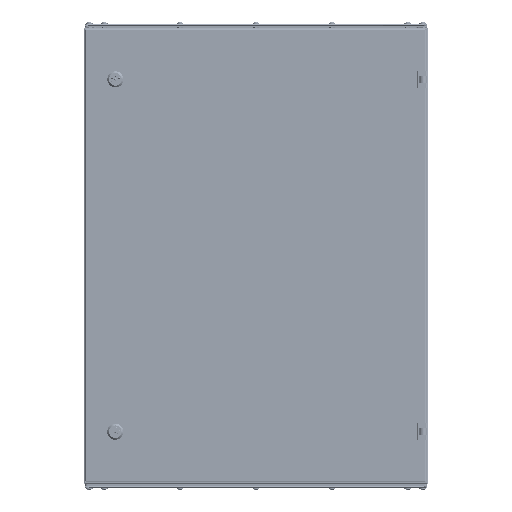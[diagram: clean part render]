
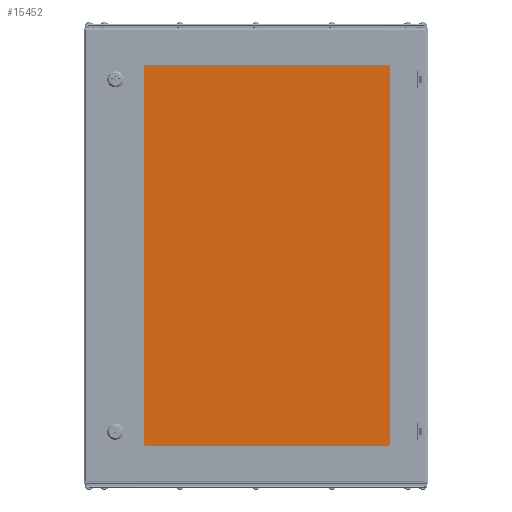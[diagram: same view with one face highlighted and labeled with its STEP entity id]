
A CAD part, top view. The second image highlights one B-rep face of the part: STEP entity #15452.
In plain terms, the highlighted planar face has unit normal (0, 0, 1).
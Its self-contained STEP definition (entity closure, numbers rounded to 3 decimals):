
#2713 = AXIS2_PLACEMENT_3D ( 'NONE', #68698, #61155, #7792 ) ;
#4186 = CARTESIAN_POINT ( 'NONE',  ( 227.75, -335.5, 4. ) ) ;
#4421 = ORIENTED_EDGE ( 'NONE', *, *, #73748, .T. ) ;
#4429 = AXIS2_PLACEMENT_3D ( 'NONE', #82682, #54264, #81824 ) ;
#6228 = EDGE_CURVE ( 'NONE', #61382, #58479, #31366, .T. ) ;
#7792 = DIRECTION ( 'NONE',  ( -1., 0., 0. ) ) ;
#11019 = CARTESIAN_POINT ( 'NONE',  ( 217.75, 345.5, 4. ) ) ;
#11723 = CARTESIAN_POINT ( 'NONE',  ( 0., 0., 4. ) ) ;
#14427 = VECTOR ( 'NONE', #85859, 1000. ) ;
#15150 = DIRECTION ( 'NONE',  ( 0., 1., 0. ) ) ;
#15452 = ADVANCED_FACE ( 'NONE', ( #77227 ), #39233, .F. ) ;
#17317 = VECTOR ( 'NONE', #15150, 1000. ) ;
#17852 = LINE ( 'NONE', #38236, #14427 ) ;
#20204 = VERTEX_POINT ( 'NONE', #4186 ) ;
#20504 = ORIENTED_EDGE ( 'NONE', *, *, #28074, .T. ) ;
#21046 = CARTESIAN_POINT ( 'NONE',  ( 227.75, 335.5, 4. ) ) ;
#21132 = AXIS2_PLACEMENT_3D ( 'NONE', #34253, #48921, #82708 ) ;
#21427 = CARTESIAN_POINT ( 'NONE',  ( -227.75, 345.5, 4. ) ) ;
#25044 = ORIENTED_EDGE ( 'NONE', *, *, #32841, .T. ) ;
#25120 = AXIS2_PLACEMENT_3D ( 'NONE', #64361, #36768, #38061 ) ;
#25432 = VERTEX_POINT ( 'NONE', #38625 ) ;
#28074 = EDGE_CURVE ( 'NONE', #28414, #20204, #79109, .T. ) ;
#28414 = VERTEX_POINT ( 'NONE', #43820 ) ;
#29663 = VERTEX_POINT ( 'NONE', #79762 ) ;
#31366 = CIRCLE ( 'NONE', #4429, 10. ) ;
#31745 = LINE ( 'NONE', #58876, #47208 ) ;
#32841 = EDGE_CURVE ( 'NONE', #63634, #50854, #36756, .T. ) ;
#33670 = AXIS2_PLACEMENT_3D ( 'NONE', #11723, #52171, #84339 ) ;
#34253 = CARTESIAN_POINT ( 'NONE',  ( 217.75, 335.5, 4. ) ) ;
#35496 = EDGE_CURVE ( 'NONE', #50854, #61382, #57446, .T. ) ;
#35990 = EDGE_CURVE ( 'NONE', #25432, #29663, #39525, .T. ) ;
#36756 = CIRCLE ( 'NONE', #21132, 10. ) ;
#36768 = DIRECTION ( 'NONE',  ( 0., 0., 1. ) ) ;
#37531 = ORIENTED_EDGE ( 'NONE', *, *, #35990, .T. ) ;
#38061 = DIRECTION ( 'NONE',  ( -1., 0., 0. ) ) ;
#38236 = CARTESIAN_POINT ( 'NONE',  ( -227.75, -345.5, 4. ) ) ;
#38625 = CARTESIAN_POINT ( 'NONE',  ( -227.75, -335.5, 4. ) ) ;
#39233 = PLANE ( 'NONE',  #33670 ) ;
#39525 = CIRCLE ( 'NONE', #2713, 10. ) ;
#41360 = EDGE_CURVE ( 'NONE', #58479, #25432, #31745, .T. ) ;
#43820 = CARTESIAN_POINT ( 'NONE',  ( 217.75, -345.5, 4. ) ) ;
#47208 = VECTOR ( 'NONE', #60195, 1000. ) ;
#48921 = DIRECTION ( 'NONE',  ( 0., 0., 1. ) ) ;
#49519 = VECTOR ( 'NONE', #75683, 1000. ) ;
#50854 = VERTEX_POINT ( 'NONE', #11019 ) ;
#52171 = DIRECTION ( 'NONE',  ( 0., 0., -1. ) ) ;
#52676 = EDGE_CURVE ( 'NONE', #20204, #63634, #82282, .T. ) ;
#53119 = ORIENTED_EDGE ( 'NONE', *, *, #35496, .T. ) ;
#54264 = DIRECTION ( 'NONE',  ( 0., 0., 1. ) ) ;
#54302 = CARTESIAN_POINT ( 'NONE',  ( 227.75, -345.5, 4. ) ) ;
#57446 = LINE ( 'NONE', #21427, #49519 ) ;
#58479 = VERTEX_POINT ( 'NONE', #81083 ) ;
#58876 = CARTESIAN_POINT ( 'NONE',  ( -227.75, -345.5, 4. ) ) ;
#60195 = DIRECTION ( 'NONE',  ( 0., -1., 0. ) ) ;
#61155 = DIRECTION ( 'NONE',  ( 0., 0., 1. ) ) ;
#61382 = VERTEX_POINT ( 'NONE', #62059 ) ;
#62059 = CARTESIAN_POINT ( 'NONE',  ( -217.75, 345.5, 4. ) ) ;
#63634 = VERTEX_POINT ( 'NONE', #21046 ) ;
#64278 = ORIENTED_EDGE ( 'NONE', *, *, #52676, .T. ) ;
#64361 = CARTESIAN_POINT ( 'NONE',  ( 217.75, -335.5, 4. ) ) ;
#68698 = CARTESIAN_POINT ( 'NONE',  ( -217.75, -335.5, 4. ) ) ;
#73748 = EDGE_CURVE ( 'NONE', #29663, #28414, #17852, .T. ) ;
#74075 = ORIENTED_EDGE ( 'NONE', *, *, #41360, .T. ) ;
#75683 = DIRECTION ( 'NONE',  ( -1., 0., 0. ) ) ;
#77227 = FACE_OUTER_BOUND ( 'NONE', #82896, .T. ) ;
#79109 = CIRCLE ( 'NONE', #25120, 10. ) ;
#79762 = CARTESIAN_POINT ( 'NONE',  ( -217.75, -345.5, 4. ) ) ;
#81083 = CARTESIAN_POINT ( 'NONE',  ( -227.75, 335.5, 4. ) ) ;
#81824 = DIRECTION ( 'NONE',  ( -1., 0., 0. ) ) ;
#82282 = LINE ( 'NONE', #54302, #17317 ) ;
#82682 = CARTESIAN_POINT ( 'NONE',  ( -217.75, 335.5, 4. ) ) ;
#82708 = DIRECTION ( 'NONE',  ( -1., 0., 0. ) ) ;
#82896 = EDGE_LOOP ( 'NONE', ( #4421, #20504, #64278, #25044, #53119, #87037, #74075, #37531 ) ) ;
#84339 = DIRECTION ( 'NONE',  ( -1., 0., 0. ) ) ;
#85859 = DIRECTION ( 'NONE',  ( 1., 0., 0. ) ) ;
#87037 = ORIENTED_EDGE ( 'NONE', *, *, #6228, .T. ) ;
